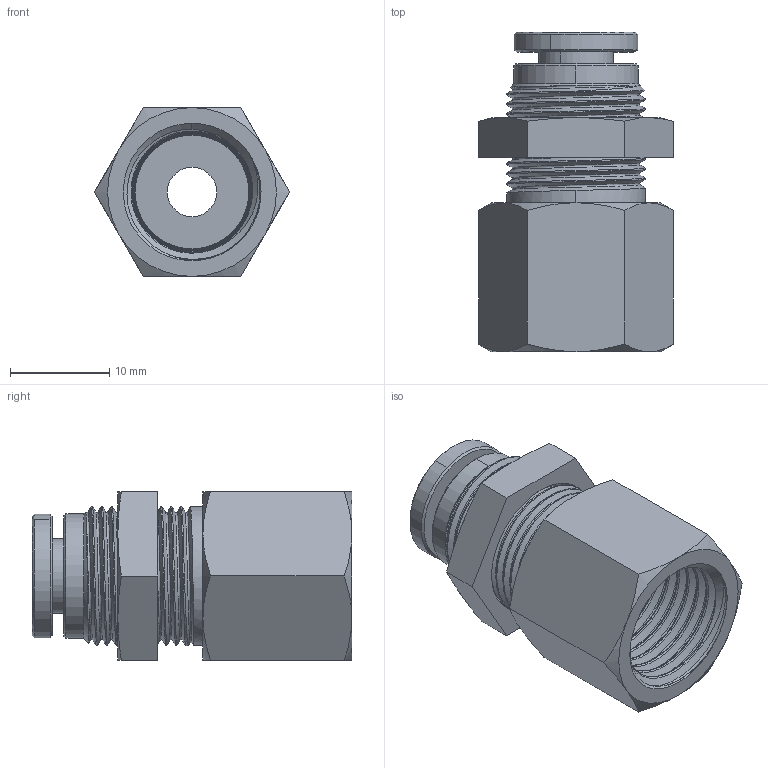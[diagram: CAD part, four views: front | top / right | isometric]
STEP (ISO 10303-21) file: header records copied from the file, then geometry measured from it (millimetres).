
FILE_DESCRIPTION (( 'STEP AP214' ), '1' );
FILE_NAME ('BCS6R1-4W.STEP', '2018-07-11T20:58:21', ( '' ), ( '' ), 'SwSTEP 2.0', 'SolidWorks 2016', '' );
FILE_SCHEMA (( 'AUTOMOTIVE_DESIGN' ));
Length unit declared in the file: millimetre
Products named in the file (1): BCS6R1-4W
Bounding box: 19.63 x 32.2 x 17 mm (x, y, z)
Volume: 4145.9 mm3; surface area: 5628 mm2
Topology: 7 solids, 7 shells, 412 faces, 1337 edges, 944 vertices
Faces by surface type: cone 152, plane 123, cylinder 89, bspline 46, torus 2
Entity records: 32127 total; most frequent: CARTESIAN_POINT 16908, ORIENTED_EDGE 2674, DIRECTION 1669, EDGE_CURVE 1337, VERTEX_POINT 944, B_SPLINE_CURVE_WITH_KNOTS 704, AXIS2_PLACEMENT_3D 687, EDGE_LOOP 431
